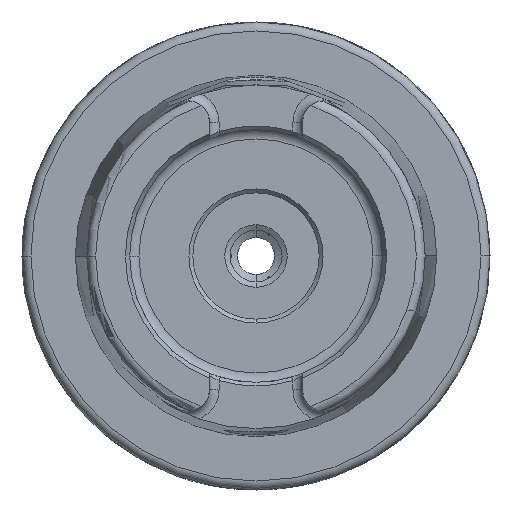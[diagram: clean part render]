
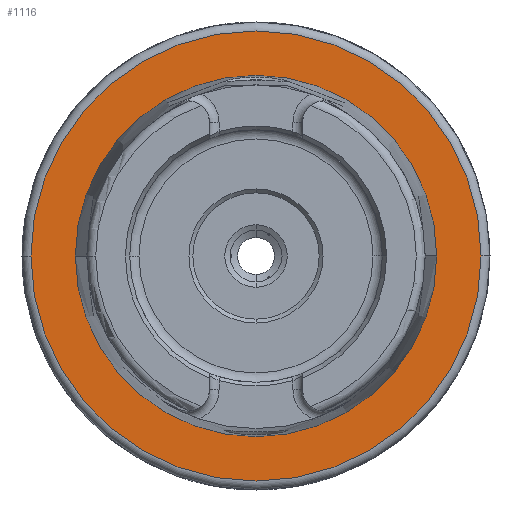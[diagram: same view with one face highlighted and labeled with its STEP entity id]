
A CAD part, left-side view. The second image highlights one B-rep face of the part: STEP entity #1116.
In plain terms, the highlighted planar face has unit normal (-1, 0, 0).
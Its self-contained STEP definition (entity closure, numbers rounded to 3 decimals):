
#82 = AXIS2_PLACEMENT_3D ( 'NONE', #3113, #3092, #2721 ) ;
#88 = EDGE_CURVE ( 'NONE', #1709, #1276, #991, .T. ) ;
#110 = DIRECTION ( 'NONE',  ( -1., 0., 0. ) ) ;
#176 = ORIENTED_EDGE ( 'NONE', *, *, #3654, .F. ) ;
#220 = CIRCLE ( 'NONE', #82, 24.321 ) ;
#222 = AXIS2_PLACEMENT_3D ( 'NONE', #1380, #110, #948 ) ;
#571 = AXIS2_PLACEMENT_3D ( 'NONE', #4278, #4282, #4257 ) ;
#948 = DIRECTION ( 'NONE',  ( 0., -1., 0. ) ) ;
#991 = CIRCLE ( 'NONE', #5870, 24.321 ) ;
#1116 = ADVANCED_FACE ( 'NONE', ( #5221, #7143 ), #5110, .T. ) ;
#1253 = EDGE_LOOP ( 'NONE', ( #5702, #2910 ) ) ;
#1256 = CARTESIAN_POINT ( 'NONE',  ( 0., 0., 0. ) ) ;
#1276 = VERTEX_POINT ( 'NONE', #2349 ) ;
#1380 = CARTESIAN_POINT ( 'NONE',  ( 0., 24.321, 0. ) ) ;
#1709 = VERTEX_POINT ( 'NONE', #2987 ) ;
#1710 = AXIS2_PLACEMENT_3D ( 'NONE', #4807, #4782, #3159 ) ;
#2349 = CARTESIAN_POINT ( 'NONE',  ( 0., 24.321, 0. ) ) ;
#2447 = DIRECTION ( 'NONE',  ( 1., 0., 0. ) ) ;
#2553 = CARTESIAN_POINT ( 'NONE',  ( 0., -30.3, 0. ) ) ;
#2721 = DIRECTION ( 'NONE',  ( 0., 1., 0. ) ) ;
#2910 = ORIENTED_EDGE ( 'NONE', *, *, #88, .T. ) ;
#2987 = CARTESIAN_POINT ( 'NONE',  ( 0., -24.321, 0. ) ) ;
#3092 = DIRECTION ( 'NONE',  ( 1., 0., 0. ) ) ;
#3113 = CARTESIAN_POINT ( 'NONE',  ( 0., 0., 0. ) ) ;
#3159 = DIRECTION ( 'NONE',  ( 0., 1., 0. ) ) ;
#3449 = CARTESIAN_POINT ( 'NONE',  ( 0., 30.3, 0. ) ) ;
#3584 = EDGE_CURVE ( 'NONE', #1276, #1709, #220, .T. ) ;
#3654 = EDGE_CURVE ( 'NONE', #6772, #4675, #6775, .T. ) ;
#4257 = DIRECTION ( 'NONE',  ( 0., 1., 0. ) ) ;
#4278 = CARTESIAN_POINT ( 'NONE',  ( 0., 0., 0. ) ) ;
#4282 = DIRECTION ( 'NONE',  ( 1., 0., 0. ) ) ;
#4675 = VERTEX_POINT ( 'NONE', #2553 ) ;
#4782 = DIRECTION ( 'NONE',  ( 1., 0., 0. ) ) ;
#4807 = CARTESIAN_POINT ( 'NONE',  ( 0., 0., 0. ) ) ;
#5078 = DIRECTION ( 'NONE',  ( 0., 1., 0. ) ) ;
#5110 = PLANE ( 'NONE',  #222 ) ;
#5221 = FACE_BOUND ( 'NONE', #1253, .T. ) ;
#5356 = CIRCLE ( 'NONE', #571, 30.3 ) ;
#5558 = EDGE_CURVE ( 'NONE', #4675, #6772, #5356, .T. ) ;
#5668 = EDGE_LOOP ( 'NONE', ( #176, #6354 ) ) ;
#5702 = ORIENTED_EDGE ( 'NONE', *, *, #3584, .T. ) ;
#5870 = AXIS2_PLACEMENT_3D ( 'NONE', #1256, #2447, #5078 ) ;
#6354 = ORIENTED_EDGE ( 'NONE', *, *, #5558, .F. ) ;
#6772 = VERTEX_POINT ( 'NONE', #3449 ) ;
#6775 = CIRCLE ( 'NONE', #1710, 30.3 ) ;
#7143 = FACE_OUTER_BOUND ( 'NONE', #5668, .T. ) ;
